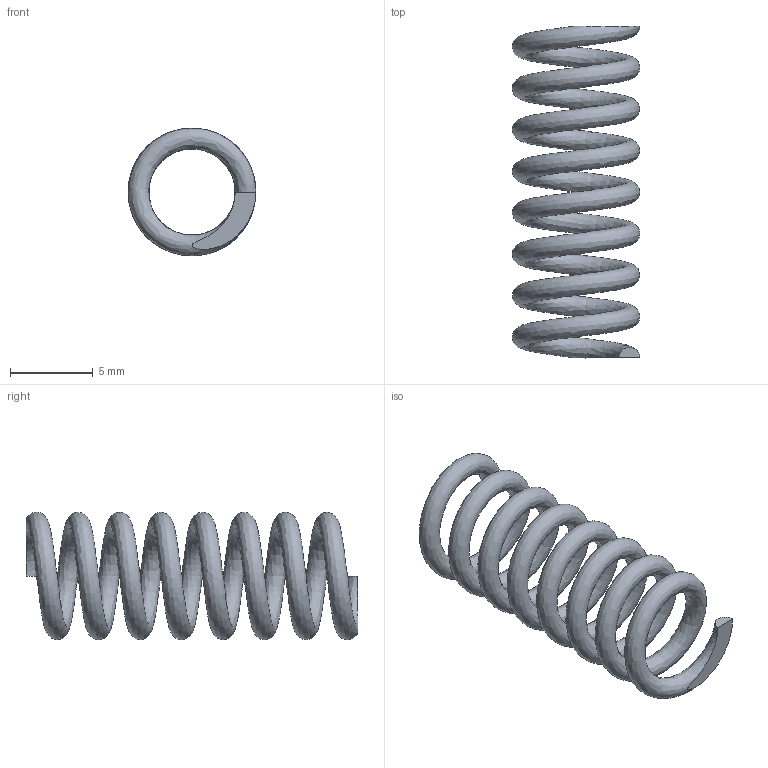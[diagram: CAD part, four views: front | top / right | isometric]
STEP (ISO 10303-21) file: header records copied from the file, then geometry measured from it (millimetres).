
FILE_DESCRIPTION(/* description */ (''),/* implementation_level */ '2;1');
FILE_NAME(/* name */ 'BedSpring_20mm v1.step',/* time_stamp */ '2019-03-30T11:02:41-04:00',/* author */ ('olivier_rt'),/* organization */ (''),/* preprocessor_version */ 'ST-DEVELOPER v17.2',/* originating_system */ 'Autodesk Translation Framework v7.6.0.251',/* authorisation */ '');
FILE_SCHEMA (('AUTOMOTIVE_DESIGN { 1 0 10303 214 3 1 1 }'));
Length unit declared in the file: millimetre
Products named in the file (2): BedSpring_20mm; BedSpring_20mm_1
Assembly tree (1 placements, depth 2):
  BedSpring_20mm
    BedSpring_20mm_1
Bounding box: 7.7 x 20 x 7.7 mm (x, y, z)
Volume: 196.3 mm3; surface area: 637.4 mm2
Topology: 1 solids, 1 shells, 5 faces, 7 edges, 4 vertices
Faces by surface type: plane 4, bspline 1
Entity records: 1381 total; most frequent: CARTESIAN_POINT 1242, DIRECTION 20, ORIENTED_EDGE 14, AXIS2_PLACEMENT_3D 9, EDGE_CURVE 7, FACE_OUTER_BOUND 5, EDGE_LOOP 5, ADVANCED_FACE 5
